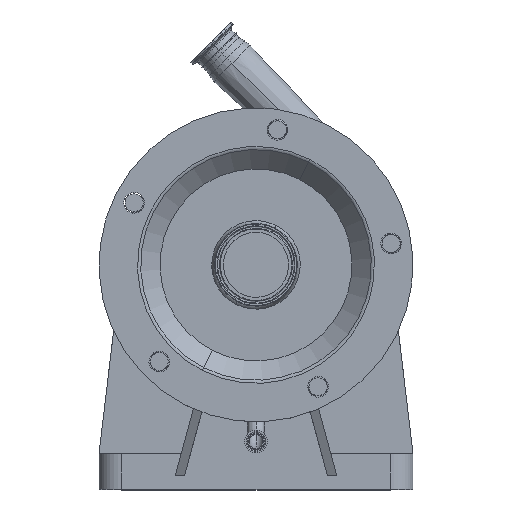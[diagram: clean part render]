
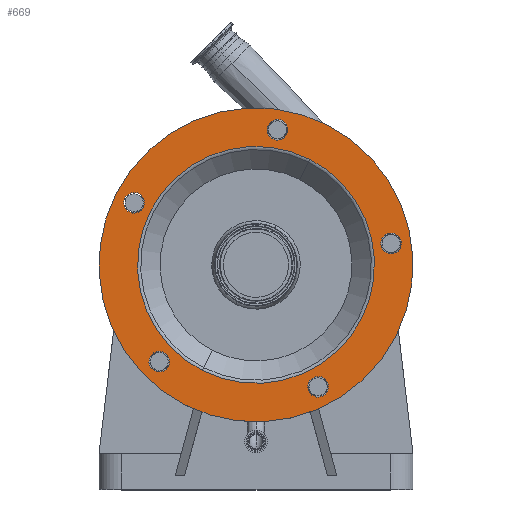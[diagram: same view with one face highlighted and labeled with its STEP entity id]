
A CAD part, top view. The second image highlights one B-rep face of the part: STEP entity #669.
In plain terms, the highlighted planar face has unit normal (0, 0, 1).
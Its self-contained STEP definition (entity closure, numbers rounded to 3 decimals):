
#114 = DIRECTION ( 'NONE',  ( 0.454, 0.891, 0. ) ) ;
#171 = DIRECTION ( 'NONE',  ( 0., 0., -1. ) ) ;
#187 = ORIENTED_EDGE ( 'NONE', *, *, #641, .F. ) ;
#223 = EDGE_CURVE ( 'NONE', #2190, #557, #2876, .T. ) ;
#252 = CIRCLE ( 'NONE', #13053, 175. ) ;
#293 = EDGE_CURVE ( 'NONE', #557, #2190, #13238, .T. ) ;
#300 = CARTESIAN_POINT ( 'NONE',  ( -107.834, -107.834, 289.5 ) ) ;
#303 = CIRCLE ( 'NONE', #5929, 132.071 ) ;
#524 = DIRECTION ( 'NONE',  ( 0., 0., 1. ) ) ;
#555 = AXIS2_PLACEMENT_3D ( 'NONE', #6255, #6285, #6142 ) ;
#557 = VERTEX_POINT ( 'NONE', #9051 ) ;
#641 = EDGE_CURVE ( 'NONE', #7787, #14029, #9302, .T. ) ;
#669 = ADVANCED_FACE ( 'NONE', ( #8607, #8791, #9130, #8594, #8426, #8241, #8100 ), #11396, .F. ) ;
#912 = CARTESIAN_POINT ( 'NONE',  ( 0., 0., 289.5 ) ) ;
#921 = ORIENTED_EDGE ( 'NONE', *, *, #7760, .F. ) ;
#992 = ORIENTED_EDGE ( 'NONE', *, *, #8105, .F. ) ;
#998 = AXIS2_PLACEMENT_3D ( 'NONE', #13130, #6689, #14240 ) ;
#1261 = CIRCLE ( 'NONE', #7011, 11.5 ) ;
#1395 = EDGE_CURVE ( 'NONE', #14029, #7787, #12500, .T. ) ;
#1506 = AXIS2_PLACEMENT_3D ( 'NONE', #11523, #4902, #12576 ) ;
#1516 = DIRECTION ( 'NONE',  ( 0.454, 0.891, 0. ) ) ;
#1591 = ORIENTED_EDGE ( 'NONE', *, *, #10895, .F. ) ;
#1687 = CIRCLE ( 'NONE', #14013, 11.5 ) ;
#1725 = ORIENTED_EDGE ( 'NONE', *, *, #14408, .F. ) ;
#1794 = VERTEX_POINT ( 'NONE', #9173 ) ;
#1872 = VERTEX_POINT ( 'NONE', #10520 ) ;
#2069 = DIRECTION ( 'NONE',  ( -0.454, -0.891, 0. ) ) ;
#2190 = VERTEX_POINT ( 'NONE', #10273 ) ;
#2287 = CARTESIAN_POINT ( 'NONE',  ( 0., 0., 289.5 ) ) ;
#2295 = CARTESIAN_POINT ( 'NONE',  ( -130.658, 79.48, 289.5 ) ) ;
#2506 = EDGE_LOOP ( 'NONE', ( #3633, #7791 ) ) ;
#2587 = EDGE_LOOP ( 'NONE', ( #11707, #13984 ) ) ;
#2620 = CARTESIAN_POINT ( 'NONE',  ( -107.834, -107.834, 289.5 ) ) ;
#2660 = CARTESIAN_POINT ( 'NONE',  ( 0., 0., 289.5 ) ) ;
#2782 = ORIENTED_EDGE ( 'NONE', *, *, #5653, .F. ) ;
#2828 = EDGE_LOOP ( 'NONE', ( #187, #6441 ) ) ;
#2876 = CIRCLE ( 'NONE', #555, 11.5 ) ;
#2907 = EDGE_LOOP ( 'NONE', ( #4193, #6305 ) ) ;
#2982 = EDGE_LOOP ( 'NONE', ( #992, #9319 ) ) ;
#3067 = AXIS2_PLACEMENT_3D ( 'NONE', #3637, #171, #8227 ) ;
#3106 = CIRCLE ( 'NONE', #5997, 11.5 ) ;
#3300 = VERTEX_POINT ( 'NONE', #9197 ) ;
#3431 = DIRECTION ( 'NONE',  ( -0.454, -0.891, 0. ) ) ;
#3633 = ORIENTED_EDGE ( 'NONE', *, *, #8397, .F. ) ;
#3637 = CARTESIAN_POINT ( 'NONE',  ( -155.926, 79.448, 289.5 ) ) ;
#3764 = CIRCLE ( 'NONE', #12331, 11.5 ) ;
#3768 = DIRECTION ( 'NONE',  ( 0.454, 0.891, 0. ) ) ;
#3816 = DIRECTION ( 'NONE',  ( -0.454, -0.891, 0. ) ) ;
#4193 = ORIENTED_EDGE ( 'NONE', *, *, #14430, .T. ) ;
#4448 = CARTESIAN_POINT ( 'NONE',  ( 155.843, 34.103, 289.5 ) ) ;
#4539 = VERTEX_POINT ( 'NONE', #8886 ) ;
#4554 = AXIS2_PLACEMENT_3D ( 'NONE', #2660, #10530, #3816 ) ;
#4601 = VERTEX_POINT ( 'NONE', #4448 ) ;
#4661 = CIRCLE ( 'NONE', #998, 11.5 ) ;
#4725 = VERTEX_POINT ( 'NONE', #4982 ) ;
#4773 = CIRCLE ( 'NONE', #1506, 11.5 ) ;
#4902 = DIRECTION ( 'NONE',  ( 0., 0., 1. ) ) ;
#4982 = CARTESIAN_POINT ( 'NONE',  ( -113.055, -118.08, 289.5 ) ) ;
#5180 = CARTESIAN_POINT ( 'NONE',  ( 0., 0., 289.5 ) ) ;
#5653 = EDGE_CURVE ( 'NONE', #1872, #13991, #3106, .T. ) ;
#5729 = EDGE_CURVE ( 'NONE', #4725, #4539, #1687, .T. ) ;
#5816 = DIRECTION ( 'NONE',  ( 0., 0., 1. ) ) ;
#5929 = AXIS2_PLACEMENT_3D ( 'NONE', #2287, #10178, #3431 ) ;
#5997 = AXIS2_PLACEMENT_3D ( 'NONE', #12358, #5816, #13421 ) ;
#6111 = DIRECTION ( 'NONE',  ( 0., 0., 1. ) ) ;
#6142 = DIRECTION ( 'NONE',  ( 0.454, 0.891, 0. ) ) ;
#6255 = CARTESIAN_POINT ( 'NONE',  ( 69.234, -135.878, 289.5 ) ) ;
#6285 = DIRECTION ( 'NONE',  ( 0., 0., 1. ) ) ;
#6305 = ORIENTED_EDGE ( 'NONE', *, *, #8732, .T. ) ;
#6360 = DIRECTION ( 'NONE',  ( -0.454, -0.891, 0. ) ) ;
#6441 = ORIENTED_EDGE ( 'NONE', *, *, #1395, .F. ) ;
#6603 = CARTESIAN_POINT ( 'NONE',  ( 150.622, 23.856, 289.5 ) ) ;
#6689 = DIRECTION ( 'NONE',  ( 0., 0., 1. ) ) ;
#6955 = CARTESIAN_POINT ( 'NONE',  ( 18.635, 140.376, 289.5 ) ) ;
#7011 = AXIS2_PLACEMENT_3D ( 'NONE', #6603, #14164, #7748 ) ;
#7058 = DIRECTION ( 'NONE',  ( 0., 0., 1. ) ) ;
#7407 = CARTESIAN_POINT ( 'NONE',  ( 69.234, -135.878, 289.5 ) ) ;
#7471 = AXIS2_PLACEMENT_3D ( 'NONE', #7407, #524, #8537 ) ;
#7748 = DIRECTION ( 'NONE',  ( 0.454, 0.891, 0. ) ) ;
#7759 = VERTEX_POINT ( 'NONE', #10980 ) ;
#7760 = EDGE_CURVE ( 'NONE', #1794, #9348, #12071, .T. ) ;
#7787 = VERTEX_POINT ( 'NONE', #11023 ) ;
#7791 = ORIENTED_EDGE ( 'NONE', *, *, #12671, .F. ) ;
#7917 = EDGE_LOOP ( 'NONE', ( #1725, #2782 ) ) ;
#8014 = EDGE_LOOP ( 'NONE', ( #1591, #921 ) ) ;
#8100 = FACE_BOUND ( 'NONE', #7917, .T. ) ;
#8105 = EDGE_CURVE ( 'NONE', #4539, #4725, #3764, .T. ) ;
#8227 = DIRECTION ( 'NONE',  ( -0.454, -0.891, 0. ) ) ;
#8241 = FACE_OUTER_BOUND ( 'NONE', #8014, .T. ) ;
#8341 = DIRECTION ( 'NONE',  ( 0., 0., 1. ) ) ;
#8397 = EDGE_CURVE ( 'NONE', #4601, #7759, #1261, .T. ) ;
#8426 = FACE_BOUND ( 'NONE', #2907, .T. ) ;
#8537 = DIRECTION ( 'NONE',  ( 0.454, 0.891, 0. ) ) ;
#8594 = FACE_BOUND ( 'NONE', #2828, .T. ) ;
#8607 = FACE_BOUND ( 'NONE', #2982, .T. ) ;
#8621 = AXIS2_PLACEMENT_3D ( 'NONE', #12626, #6111, #13689 ) ;
#8732 = EDGE_CURVE ( 'NONE', #10912, #3300, #303, .T. ) ;
#8791 = FACE_BOUND ( 'NONE', #2587, .T. ) ;
#8885 = DIRECTION ( 'NONE',  ( 0., 0., -1. ) ) ;
#8886 = CARTESIAN_POINT ( 'NONE',  ( -102.613, -97.587, 289.5 ) ) ;
#9051 = CARTESIAN_POINT ( 'NONE',  ( 74.454, -125.632, 289.5 ) ) ;
#9130 = FACE_BOUND ( 'NONE', #2506, .T. ) ;
#9173 = CARTESIAN_POINT ( 'NONE',  ( 79.448, 155.926, 289.5 ) ) ;
#9197 = CARTESIAN_POINT ( 'NONE',  ( -59.959, -117.676, 289.5 ) ) ;
#9302 = CIRCLE ( 'NONE', #12255, 11.5 ) ;
#9319 = ORIENTED_EDGE ( 'NONE', *, *, #5729, .F. ) ;
#9348 = VERTEX_POINT ( 'NONE', #12482 ) ;
#10178 = DIRECTION ( 'NONE',  ( 0., 0., -1. ) ) ;
#10273 = CARTESIAN_POINT ( 'NONE',  ( 64.013, -146.125, 289.5 ) ) ;
#10384 = CIRCLE ( 'NONE', #4554, 132.071 ) ;
#10486 = DIRECTION ( 'NONE',  ( 0., 0., 1. ) ) ;
#10520 = CARTESIAN_POINT ( 'NONE',  ( -141.099, 58.987, 289.5 ) ) ;
#10530 = DIRECTION ( 'NONE',  ( 0., 0., -1. ) ) ;
#10895 = EDGE_CURVE ( 'NONE', #9348, #1794, #252, .T. ) ;
#10912 = VERTEX_POINT ( 'NONE', #11803 ) ;
#10980 = CARTESIAN_POINT ( 'NONE',  ( 145.402, 13.61, 289.5 ) ) ;
#11023 = CARTESIAN_POINT ( 'NONE',  ( 29.077, 160.869, 289.5 ) ) ;
#11396 = PLANE ( 'NONE',  #3067 ) ;
#11523 = CARTESIAN_POINT ( 'NONE',  ( -135.878, 69.234, 289.5 ) ) ;
#11707 = ORIENTED_EDGE ( 'NONE', *, *, #293, .F. ) ;
#11803 = CARTESIAN_POINT ( 'NONE',  ( 59.959, 117.676, 289.5 ) ) ;
#12071 = CIRCLE ( 'NONE', #13300, 175. ) ;
#12255 = AXIS2_PLACEMENT_3D ( 'NONE', #13477, #7058, #114 ) ;
#12331 = AXIS2_PLACEMENT_3D ( 'NONE', #300, #8341, #1516 ) ;
#12358 = CARTESIAN_POINT ( 'NONE',  ( -135.878, 69.234, 289.5 ) ) ;
#12482 = CARTESIAN_POINT ( 'NONE',  ( -79.448, -155.926, 289.5 ) ) ;
#12500 = CIRCLE ( 'NONE', #8621, 11.5 ) ;
#12576 = DIRECTION ( 'NONE',  ( 0.454, 0.891, 0. ) ) ;
#12626 = CARTESIAN_POINT ( 'NONE',  ( 23.856, 150.622, 289.5 ) ) ;
#12671 = EDGE_CURVE ( 'NONE', #7759, #4601, #4661, .T. ) ;
#12834 = DIRECTION ( 'NONE',  ( 0., 0., -1. ) ) ;
#13053 = AXIS2_PLACEMENT_3D ( 'NONE', #5180, #12834, #6360 ) ;
#13130 = CARTESIAN_POINT ( 'NONE',  ( 150.622, 23.856, 289.5 ) ) ;
#13238 = CIRCLE ( 'NONE', #7471, 11.5 ) ;
#13300 = AXIS2_PLACEMENT_3D ( 'NONE', #912, #8885, #2069 ) ;
#13421 = DIRECTION ( 'NONE',  ( 0.454, 0.891, 0. ) ) ;
#13477 = CARTESIAN_POINT ( 'NONE',  ( 23.856, 150.622, 289.5 ) ) ;
#13689 = DIRECTION ( 'NONE',  ( 0.454, 0.891, 0. ) ) ;
#13984 = ORIENTED_EDGE ( 'NONE', *, *, #223, .F. ) ;
#13991 = VERTEX_POINT ( 'NONE', #2295 ) ;
#14013 = AXIS2_PLACEMENT_3D ( 'NONE', #2620, #10486, #3768 ) ;
#14029 = VERTEX_POINT ( 'NONE', #6955 ) ;
#14164 = DIRECTION ( 'NONE',  ( 0., 0., 1. ) ) ;
#14240 = DIRECTION ( 'NONE',  ( 0.454, 0.891, 0. ) ) ;
#14408 = EDGE_CURVE ( 'NONE', #13991, #1872, #4773, .T. ) ;
#14430 = EDGE_CURVE ( 'NONE', #3300, #10912, #10384, .T. ) ;
